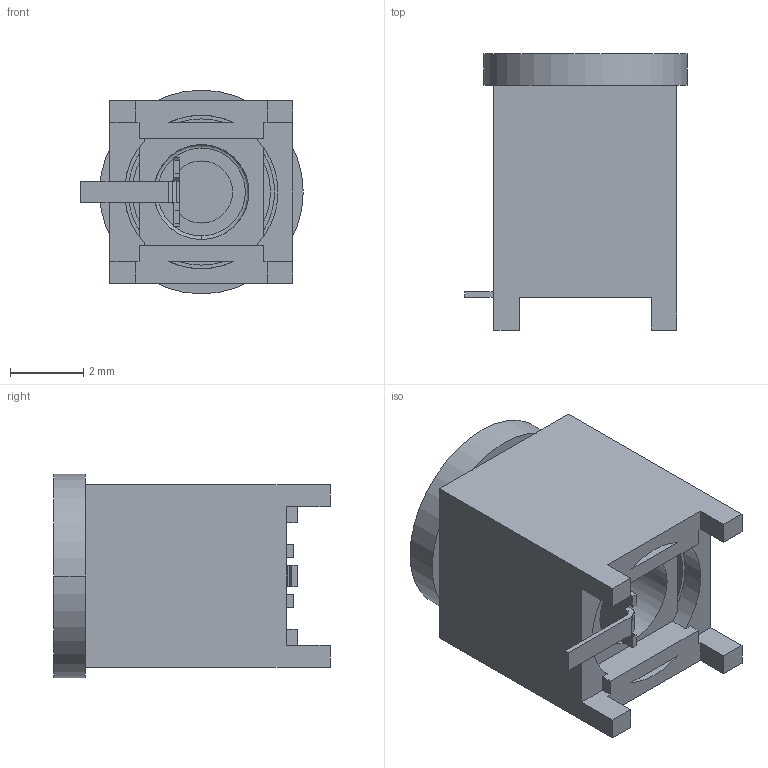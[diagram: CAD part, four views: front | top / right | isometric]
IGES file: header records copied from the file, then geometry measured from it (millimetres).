
Start section:  PTC IGES file: 902-9024.igs
Global section: file name: 902-9024.igs; native system: Pro/ENGINEER by Parametric Technology Corporation; preprocessor: 2008010; author: aarunprabu; organization: Unknown; date: 20091006.155151; units: millimetre
Bounding box: 6.08 x 7.56 x 5.57 mm (x, y, z)
Surface area: 308 mm2 (no closed solid volume)
Topology: 0 solids, 0 shells, 77 faces, 476 edges, 476 vertices
Faces by surface type: bspline 61, revolution 16
